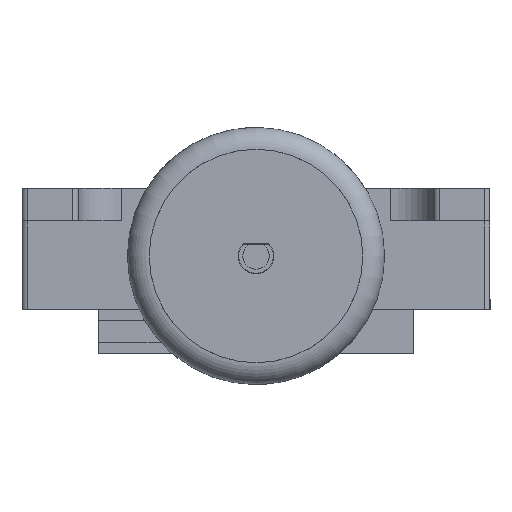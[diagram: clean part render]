
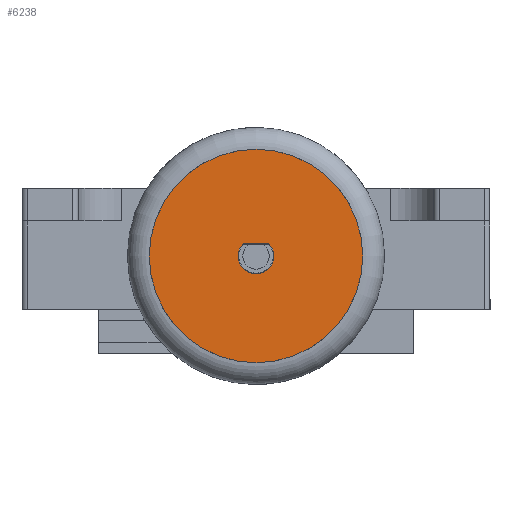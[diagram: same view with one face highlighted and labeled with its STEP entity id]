
A CAD part, left-side view. The second image highlights one B-rep face of the part: STEP entity #6238.
In plain terms, the highlighted face is planar.
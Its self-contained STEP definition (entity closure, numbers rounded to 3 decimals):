
#217=FACE_BOUND('',#1106,.T.);
#346=PLANE('',#6884);
#673=FACE_OUTER_BOUND('',#1105,.T.);
#1105=EDGE_LOOP('',(#4951));
#1106=EDGE_LOOP('',(#4952,#4953));
#1508=LINE('',#9858,#2116);
#2116=VECTOR('',#8073,10.);
#2689=CIRCLE('',#6877,1.63);
#2693=CIRCLE('',#6885,9.75);
#3015=VERTEX_POINT('',#9856);
#3016=VERTEX_POINT('',#9857);
#3023=VERTEX_POINT('',#9881);
#3708=EDGE_CURVE('',#3015,#3016,#1508,.T.);
#3712=EDGE_CURVE('',#3016,#3015,#2689,.T.);
#3720=EDGE_CURVE('',#3023,#3023,#2693,.T.);
#4951=ORIENTED_EDGE('',*,*,#3720,.T.);
#4952=ORIENTED_EDGE('',*,*,#3708,.T.);
#4953=ORIENTED_EDGE('',*,*,#3712,.T.);
#6238=ADVANCED_FACE('',(#673,#217),#346,.T.);
#6877=AXIS2_PLACEMENT_3D('',#9865,#8079,#8080);
#6884=AXIS2_PLACEMENT_3D('',#9880,#8097,#8098);
#6885=AXIS2_PLACEMENT_3D('',#9882,#8099,#8100);
#8073=DIRECTION('',(0.,1.,0.));
#8079=DIRECTION('center_axis',(0.,0.,-1.));
#8080=DIRECTION('ref_axis',(0.693,0.721,0.));
#8097=DIRECTION('center_axis',(0.,0.,1.));
#8098=DIRECTION('ref_axis',(1.,0.,0.));
#8099=DIRECTION('center_axis',(0.,0.,1.));
#8100=DIRECTION('ref_axis',(-1.,0.,0.));
#9856=CARTESIAN_POINT('',(-1.13,-1.175,0.5));
#9857=CARTESIAN_POINT('',(-1.13,1.175,0.5));
#9858=CARTESIAN_POINT('',(-1.13,-0.587,0.5));
#9865=CARTESIAN_POINT('Origin',(0.,0.,
0.5));
#9880=CARTESIAN_POINT('Origin',(0.,0.,
0.5));
#9881=CARTESIAN_POINT('',(9.75,0.,0.5));
#9882=CARTESIAN_POINT('Origin',(0.,0.,0.5));
